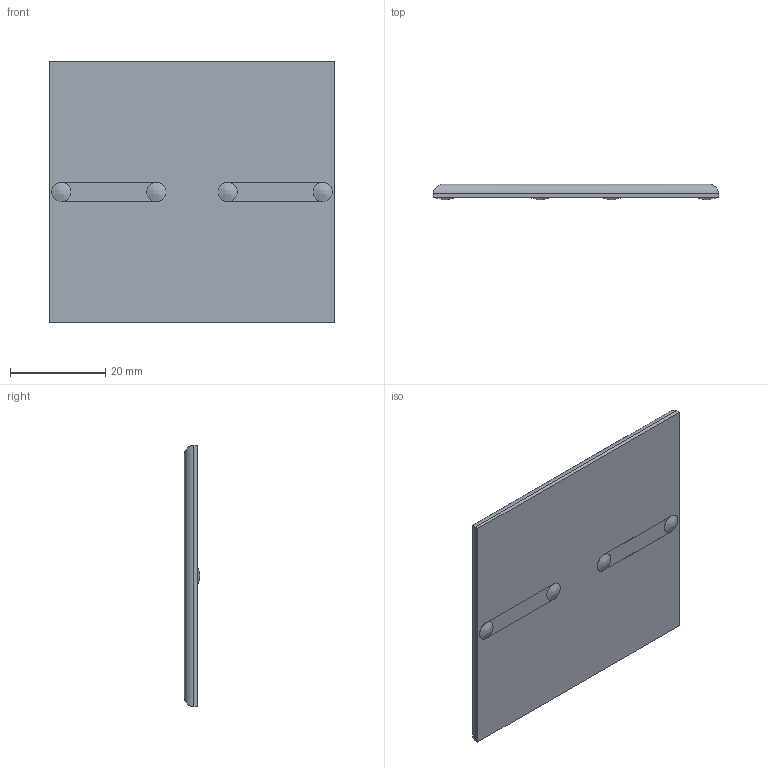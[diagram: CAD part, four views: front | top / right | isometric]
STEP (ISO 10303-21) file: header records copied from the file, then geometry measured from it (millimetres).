
FILE_DESCRIPTION (( 'STEP AP214' ), '1' );
FILE_NAME ('Polycrystalline Solar Panel, 3-4 V, 60 mA - 250 mA, CNC60X55-3, 150 mA.STEP', '2019-12-23T06:48:22', ( '' ), ( '' ), 'SwSTEP 2.0', 'SolidWorks 2018', '' );
FILE_SCHEMA (( 'AUTOMOTIVE_DESIGN' ));
Length unit declared in the file: millimetre
Products named in the file (1): Polycrystalline Solar Panel, 3-4 V, 60 mA - 250 mA, CNC60X55-3, 150 mA
Bounding box: 60 x 3.25 x 55 mm (x, y, z)
Volume: 9030.4 mm3; surface area: 7111.3 mm2
Topology: 1 solids, 1 shells, 280 faces, 858 edges, 526 vertices
Faces by surface type: plane 264, cylinder 12, bspline 4
Entity records: 12697 total; most frequent: CARTESIAN_POINT 2481, ORIENTED_EDGE 1716, DIRECTION 1408, EDGE_CURVE 858, VECTOR 838, LINE 838, VERTEX_POINT 526, EDGE_LOOP 296
